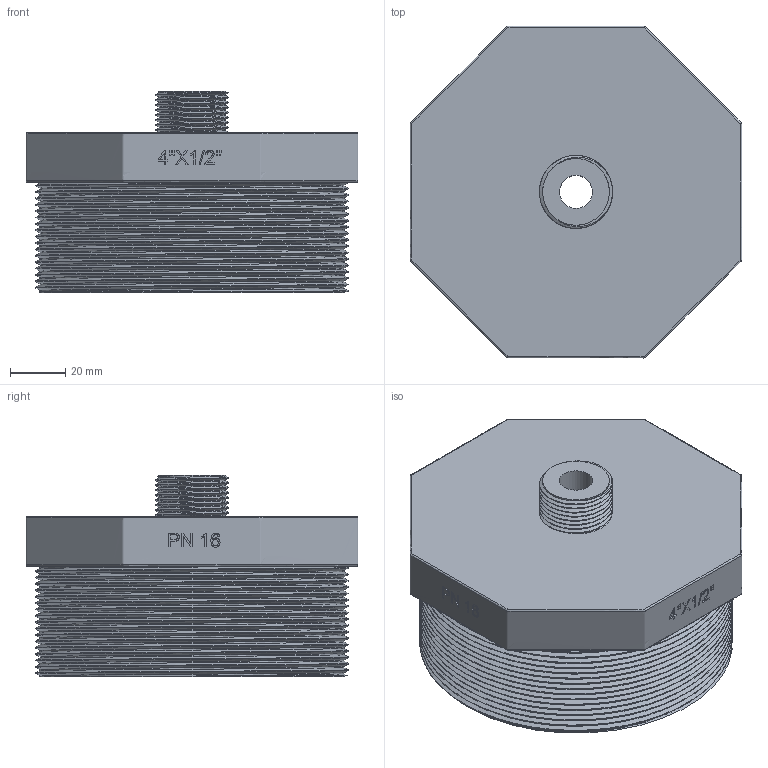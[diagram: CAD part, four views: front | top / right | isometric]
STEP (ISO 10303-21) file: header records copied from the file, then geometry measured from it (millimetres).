
FILE_DESCRIPTION(/* description */ (''),/* implementation_level */ '2;1');
FILE_NAME(/* name */ '412.stp',/* time_stamp */ '2026-02-11T15:03:56+08:00',/* author */ (''),/* organization */ (''),/* preprocessor_version */ 'ST-DEVELOPER v16',/* originating_system */ 'SIEMENS PLM Software NX 10.0',/* authorisation */ '');
FILE_SCHEMA (('AUTOMOTIVE_DESIGN { 1 0 10303 214 3 1 1 1 }'));
Length unit declared in the file: millimetre
Products named in the file (1): gelv2AA8464Ea4wz
Bounding box: 120.01 x 120.02 x 73 mm (x, y, z)
Volume: 296463.7 mm3; surface area: 72530.2 mm2
Topology: 1 solids, 1 shells, 295 faces, 783 edges, 522 vertices
Faces by surface type: plane 160, extrusion 92, cylinder 37, bspline 6
Full cylindrical faces by diameter (mm): 2.9 x1, 3.6 x1, 12 x1, 24.117 x8, 90 x1, 110.072 x17
Entity records: 17617 total; most frequent: CARTESIAN_POINT 11854, ORIENTED_EDGE 1390, DIRECTION 713, EDGE_CURVE 695, B_SPLINE_CURVE_WITH_KNOTS 530, VERTEX_POINT 468, VECTOR 319, EDGE_LOOP 313
